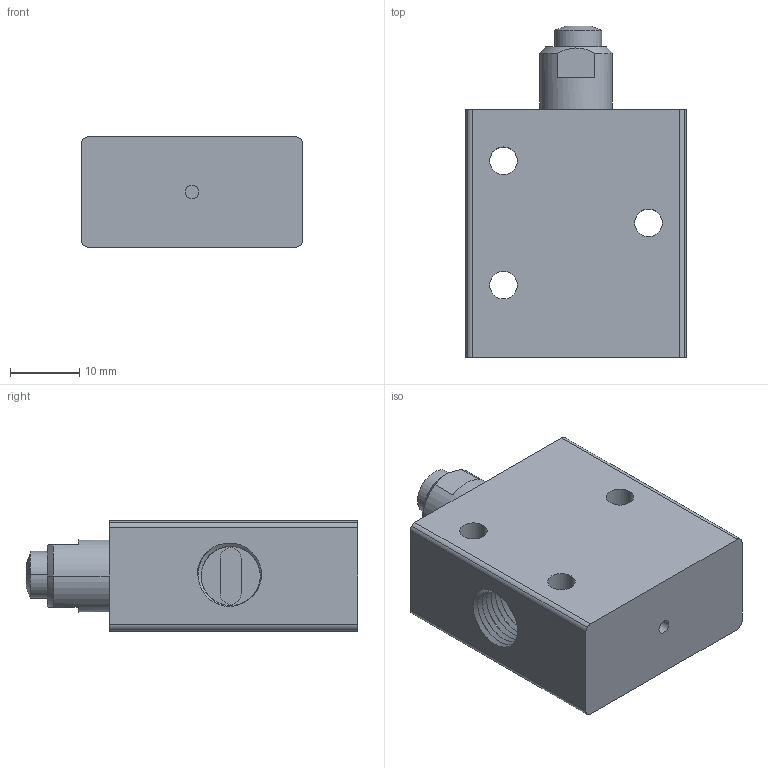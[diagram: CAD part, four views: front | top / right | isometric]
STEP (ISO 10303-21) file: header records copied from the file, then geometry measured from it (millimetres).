
FILE_DESCRIPTION((''),'2;1');
FILE_NAME('05_136_4.stp','2002-11-23T20:56:17',('Branislav Petkovic'),('AZ Pneumatica'),'AutoCAD STEP 2000i','AutoCAD 2000i','Via J. F. Kennedy, 26, 20020 Misinto (MI), ITALY');
FILE_SCHEMA(('CONFIG_CONTROL_DESIGN'));
Length unit declared in the file: millimetre
Products named in the file (5): 05_136_4; 431 TELO; PART1; PIPAK 431; ~PART1
Assembly tree (4 placements, depth 4):
  05_136_4
    431 TELO
      PART1
      PIPAK 431
        ~PART1
Bounding box: 32 x 48 x 16 mm (x, y, z)
Surface area: 7354.8 mm2 (no closed solid volume)
Topology: 0 solids, 2 shells, 129 faces, 331 edges, 217 vertices
Faces by surface type: cylinder 86, plane 29, cone 8, bspline 6
Entity records: 12145 total; most frequent: CARTESIAN_POINT 8993, ORIENTED_EDGE 662, DIRECTION 571, EDGE_CURVE 331, AXIS2_PLACEMENT_3D 222, VERTEX_POINT 217, EDGE_LOOP 146, FACE_OUTER_BOUND 129
